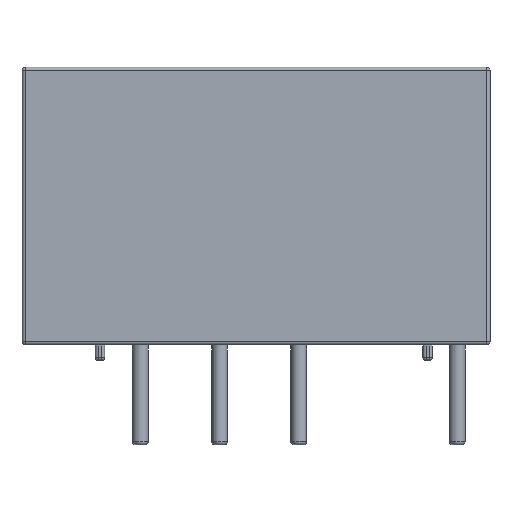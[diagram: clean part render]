
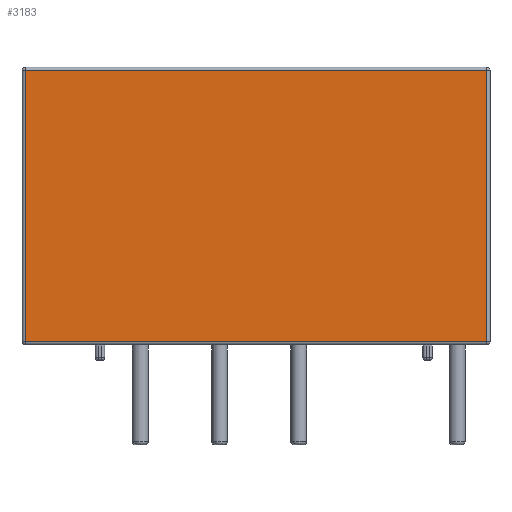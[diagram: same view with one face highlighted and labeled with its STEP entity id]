
A CAD part, front view. The second image highlights one B-rep face of the part: STEP entity #3183.
In plain terms, the highlighted planar face has unit normal (0, -1, 0).
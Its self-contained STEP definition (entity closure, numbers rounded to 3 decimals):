
#224=PLANE('',#3543);
#315=LINE('',#4591,#588);
#316=LINE('',#4607,#589);
#318=LINE('',#4610,#591);
#337=LINE('',#4652,#610);
#588=VECTOR('',#3799,10.);
#589=VECTOR('',#3818,10.);
#591=VECTOR('',#3822,10.);
#610=VECTOR('',#3875,10.);
#916=FACE_OUTER_BOUND('',#1117,.T.);
#1117=EDGE_LOOP('',(#2261,#2262,#2263,#2264));
#1406=VERTEX_POINT('',#4565);
#1407=VERTEX_POINT('',#4569);
#1413=VERTEX_POINT('',#4583);
#1421=VERTEX_POINT('',#4603);
#1723=EDGE_CURVE('',#1413,#1406,#315,.T.);
#1730=EDGE_CURVE('',#1407,#1421,#316,.T.);
#1732=EDGE_CURVE('',#1421,#1413,#318,.T.);
#1757=EDGE_CURVE('',#1406,#1407,#337,.T.);
#2261=ORIENTED_EDGE('',*,*,#1730,.F.);
#2262=ORIENTED_EDGE('',*,*,#1757,.F.);
#2263=ORIENTED_EDGE('',*,*,#1723,.F.);
#2264=ORIENTED_EDGE('',*,*,#1732,.F.);
#3183=ADVANCED_FACE('',(#916),#224,.T.);
#3543=AXIS2_PLACEMENT_3D('',#4653,#3876,#3877);
#3799=DIRECTION('',(0.,0.,1.));
#3818=DIRECTION('',(0.,0.,-1.));
#3822=DIRECTION('',(-1.,0.,0.));
#3875=DIRECTION('',(1.,0.,0.));
#3876=DIRECTION('center_axis',(0.,-1.,0.));
#3877=DIRECTION('ref_axis',(1.,0.,0.));
#4565=CARTESIAN_POINT('',(-7.4,-3.75,9.3));
#4569=CARTESIAN_POINT('',(7.4,-3.75,9.3));
#4583=CARTESIAN_POINT('',(-7.4,-3.75,0.6));
#4591=CARTESIAN_POINT('',(-7.4,-3.75,0.));
#4603=CARTESIAN_POINT('',(7.4,-3.75,0.6));
#4607=CARTESIAN_POINT('',(7.4,-3.75,0.));
#4610=CARTESIAN_POINT('',(-3.75,-3.75,0.6));
#4652=CARTESIAN_POINT('',(-3.75,-3.75,9.3));
#4653=CARTESIAN_POINT('Origin',(-7.5,-3.75,0.));
